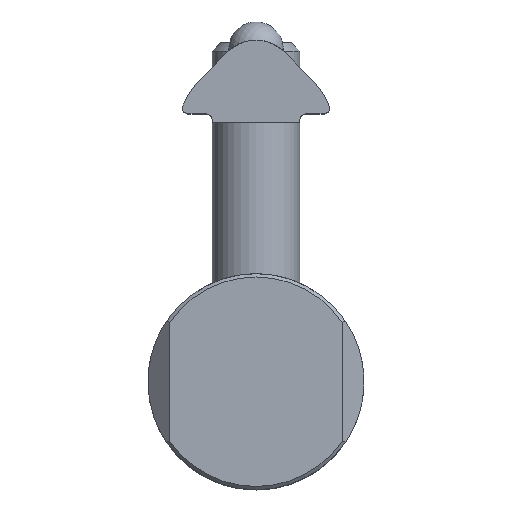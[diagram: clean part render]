
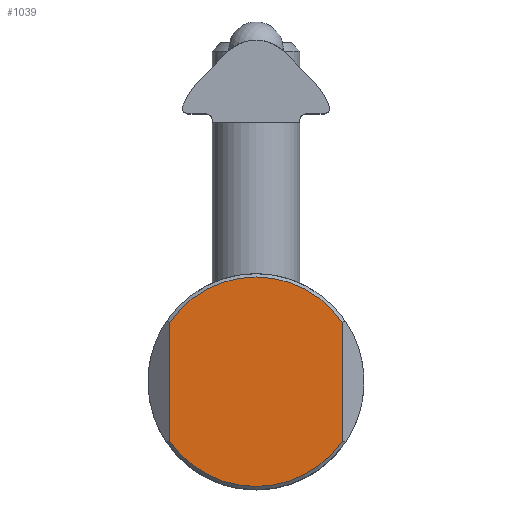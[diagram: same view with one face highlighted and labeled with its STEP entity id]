
A CAD part, top view. The second image highlights one B-rep face of the part: STEP entity #1039.
In plain terms, the highlighted planar face has unit normal (0, 0, 1).
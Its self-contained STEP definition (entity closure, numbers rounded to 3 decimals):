
#112=CIRCLE('',#1235,9.575);
#113=CIRCLE('',#1236,9.575);
#168=FACE_OUTER_BOUND('',#228,.T.);
#228=EDGE_LOOP('',(#749,#750,#751,#752));
#283=LINE('',#1692,#352);
#296=LINE('',#1729,#365);
#352=VECTOR('',#1353,10.);
#365=VECTOR('',#1378,10.);
#439=VERTEX_POINT('',#1682);
#441=VERTEX_POINT('',#1688);
#454=VERTEX_POINT('',#1723);
#456=VERTEX_POINT('',#1728);
#548=EDGE_CURVE('',#439,#441,#283,.T.);
#564=EDGE_CURVE('',#456,#454,#296,.T.);
#580=EDGE_CURVE('',#456,#441,#112,.T.);
#581=EDGE_CURVE('',#439,#454,#113,.T.);
#749=ORIENTED_EDGE('',*,*,#548,.T.);
#750=ORIENTED_EDGE('',*,*,#580,.F.);
#751=ORIENTED_EDGE('',*,*,#564,.T.);
#752=ORIENTED_EDGE('',*,*,#581,.F.);
#1007=PLANE('',#1234);
#1039=ADVANCED_FACE('',(#168),#1007,.F.);
#1234=AXIS2_PLACEMENT_3D('',#1828,#1402,#1403);
#1235=AXIS2_PLACEMENT_3D('',#1829,#1404,#1405);
#1236=AXIS2_PLACEMENT_3D('',#1830,#1406,#1407);
#1353=DIRECTION('',(0.,-1.,0.));
#1378=DIRECTION('',(0.,1.,0.));
#1402=DIRECTION('center_axis',(0.,0.,-1.));
#1403=DIRECTION('ref_axis',(-1.,0.,0.));
#1404=DIRECTION('center_axis',(0.,0.,-1.));
#1405=DIRECTION('ref_axis',(-1.,0.,0.));
#1406=DIRECTION('center_axis',(0.,0.,-1.));
#1407=DIRECTION('ref_axis',(-1.,0.,0.));
#1682=CARTESIAN_POINT('',(-7.875,5.447,8.));
#1688=CARTESIAN_POINT('',(-7.875,-5.447,8.));
#1692=CARTESIAN_POINT('',(-7.875,-4.938,8.));
#1723=CARTESIAN_POINT('',(7.875,5.447,8.));
#1728=CARTESIAN_POINT('',(7.875,-5.447,8.));
#1729=CARTESIAN_POINT('',(7.875,-4.938,8.));
#1828=CARTESIAN_POINT('Origin',(0.,0.,8.));
#1829=CARTESIAN_POINT('Origin',(0.,0.,8.));
#1830=CARTESIAN_POINT('Origin',(0.,0.,8.));
